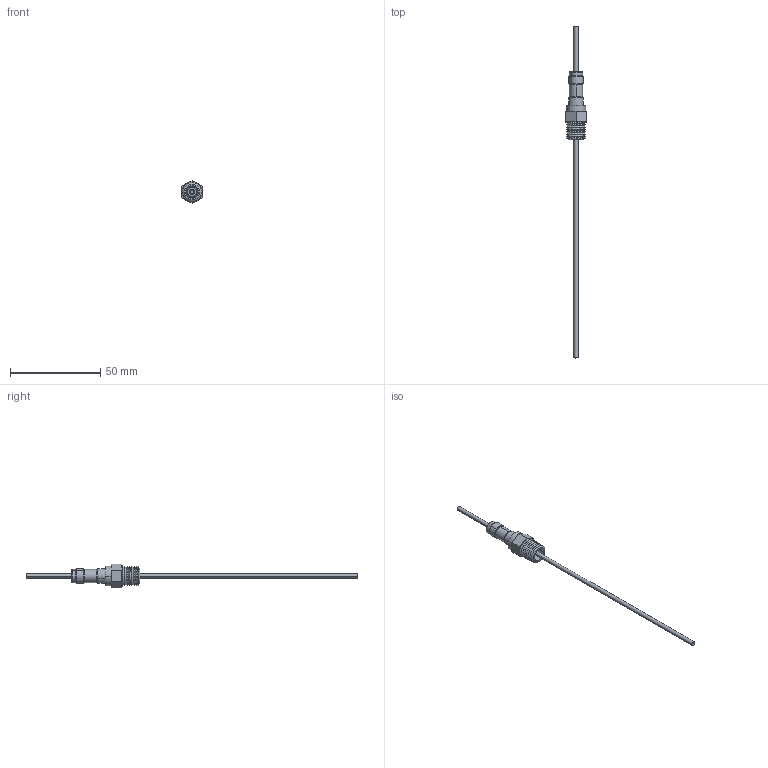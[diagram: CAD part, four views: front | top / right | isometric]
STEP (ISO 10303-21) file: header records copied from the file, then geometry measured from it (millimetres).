
FILE_DESCRIPTION (( 'STEP AP203' ), '1' );
FILE_NAME ('A0271-2-NPT.STEP', '2013-05-16T12:15:38', ( '' ), ( '' ), 'SwSTEP 2.0', 'SolidWorks 2012', '' );
FILE_SCHEMA (( 'CONFIG_CONTROL_DESIGN' ));
Length unit declared in the file: inch
Products named in the file (1): A0271-2-NPT
Bounding box: 11.11 x 184.15 x 12.83 mm (x, y, z)
Volume: 2702.8 mm3; surface area: 3794.7 mm2
Topology: 1 solids, 1 shells, 99 faces, 204 edges, 120 vertices
Faces by surface type: cone 44, cylinder 30, plane 21, torus 4
Entity records: 2685 total; most frequent: DIRECTION 516, CARTESIAN_POINT 424, ORIENTED_EDGE 408, AXIS2_PLACEMENT_3D 212, EDGE_CURVE 204, VERTEX_POINT 120, CIRCLE 112, EDGE_LOOP 112
